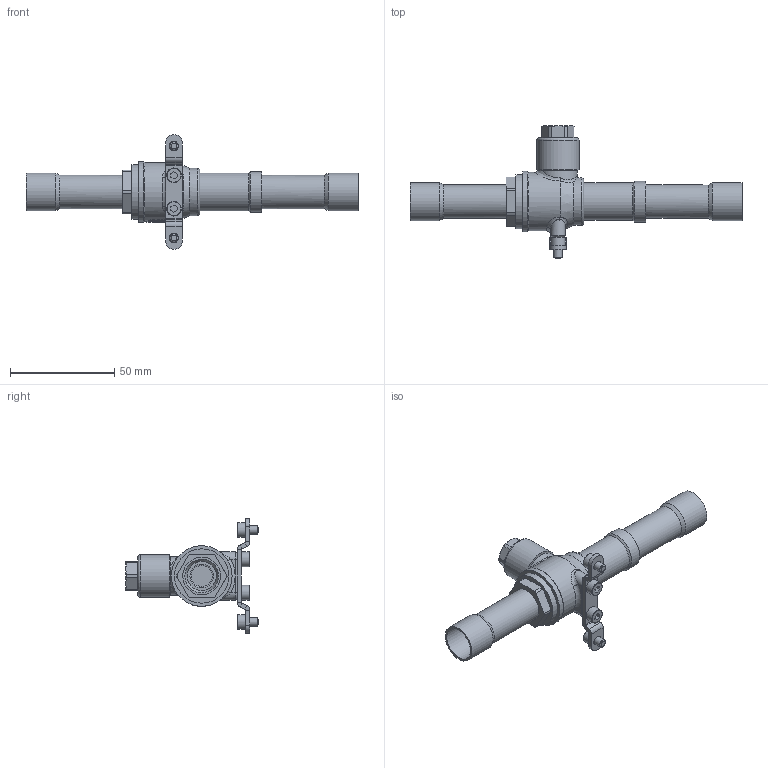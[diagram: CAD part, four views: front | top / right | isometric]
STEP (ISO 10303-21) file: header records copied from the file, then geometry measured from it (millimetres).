
FILE_DESCRIPTION(/* description */ (''),/* implementation_level */ '2;1');
FILE_NAME(/* name */ '009L7023R.stp',/* time_stamp */ '2022-08-23T16:31:07+03:00',/* author */ ('U403152'),/* organization */ (''),/* preprocessor_version */ 'ST-DEVELOPER v18.1',/* originating_system */ 'Autodesk Inventor 2020',/* authorisation */ '');
FILE_SCHEMA (('AUTOMOTIVE_DESIGN { 1 0 10303 214 3 1 1 }'));
Length unit declared in the file: millimetre
Products named in the file (1): Part1
Bounding box: 158.9 x 63.3 x 55 mm (x, y, z)
Volume: 34247.8 mm3; surface area: 21316.7 mm2
Topology: 1 solids, 8 shells, 463 faces, 1219 edges, 817 vertices
Faces by surface type: plane 209, bspline 132, cylinder 77, cone 27, torus 18
Full cylindrical faces by diameter (mm): 3.3 x2, 4 x4, 4.5 x4, 7 x4, 14 x2, 15 x1, 16 x2, 16.1 x2, 17.2 x1, 18 x1, 18.1 x2, 19.5 x1, 20.2 x1, 22.8 x1, 26 x1, 28 x1, 29 x1
Entity records: 23191 total; most frequent: CARTESIAN_POINT 12280, ORIENTED_EDGE 2434, DIRECTION 1969, EDGE_CURVE 1217, VERTEX_POINT 817, AXIS2_PLACEMENT_3D 711, LINE 547, VECTOR 547
